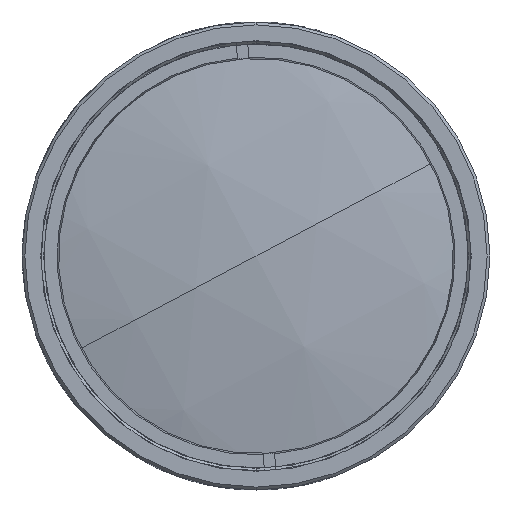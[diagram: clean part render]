
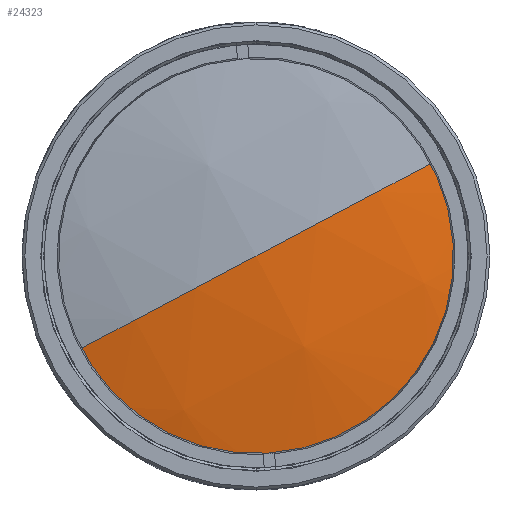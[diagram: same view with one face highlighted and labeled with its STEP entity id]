
A CAD part, left-side view. The second image highlights one B-rep face of the part: STEP entity #24323.
In plain terms, the highlighted spherical face has radius 102.322 mm.
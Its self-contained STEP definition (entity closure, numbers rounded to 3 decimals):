
#815 = DIRECTION ( 'NONE',  ( 0., 0., 1. ) ) ;
#1744 = DIRECTION ( 'NONE',  ( -1., 0., 0. ) ) ;
#1914 = EDGE_LOOP ( 'NONE', ( #3480, #15307, #12064, #14960 ) ) ;
#2057 = CARTESIAN_POINT ( 'NONE',  ( 47752.362, 209.792, 0. ) ) ;
#3055 = DIRECTION ( 'NONE',  ( 0., 1., 0. ) ) ;
#3480 = ORIENTED_EDGE ( 'NONE', *, *, #22852, .T. ) ;
#4265 = CIRCLE ( 'NONE', #11635, 21.373 ) ;
#4332 = AXIS2_PLACEMENT_3D ( 'NONE', #28388, #22102, #3055 ) ;
#5139 = CARTESIAN_POINT ( 'NONE',  ( 47752.362, 209.792, 0. ) ) ;
#5266 = DIRECTION ( 'NONE',  ( 1., 0., 0. ) ) ;
#5727 = VERTEX_POINT ( 'NONE', #25590 ) ;
#7455 = EDGE_CURVE ( 'NONE', #5727, #31344, #34089, .T. ) ;
#8307 = DIRECTION ( 'NONE',  ( 0., 1., 0. ) ) ;
#11367 = CIRCLE ( 'NONE', #21640, 21.373 ) ;
#11635 = AXIS2_PLACEMENT_3D ( 'NONE', #20798, #1744, #24010 ) ;
#12064 = ORIENTED_EDGE ( 'NONE', *, *, #26394, .T. ) ;
#12327 = SPHERICAL_SURFACE ( 'NONE', #4332, 102.322 ) ;
#14792 = CIRCLE ( 'NONE', #27577, 102.322 ) ;
#14960 = ORIENTED_EDGE ( 'NONE', *, *, #7455, .F. ) ;
#15034 = CARTESIAN_POINT ( 'NONE',  ( 47652.297, 188.419, 0. ) ) ;
#15307 = ORIENTED_EDGE ( 'NONE', *, *, #32819, .T. ) ;
#16993 = VERTEX_POINT ( 'NONE', #15034 ) ;
#19876 = DIRECTION ( 'NONE',  ( -1., 0., 0. ) ) ;
#20798 = CARTESIAN_POINT ( 'NONE',  ( 47652.297, 209.792, 0. ) ) ;
#21640 = AXIS2_PLACEMENT_3D ( 'NONE', #39004, #19876, #815 ) ;
#22102 = DIRECTION ( 'NONE',  ( 0., 0., -1. ) ) ;
#22513 = CARTESIAN_POINT ( 'NONE',  ( 47650.04, 209.792, 0. ) ) ;
#22852 = EDGE_CURVE ( 'NONE', #5727, #22891, #11367, .T. ) ;
#22891 = VERTEX_POINT ( 'NONE', #23217 ) ;
#23217 = CARTESIAN_POINT ( 'NONE',  ( 47652.297, 209.792, -21.373 ) ) ;
#24010 = DIRECTION ( 'NONE',  ( 0., 0., 1. ) ) ;
#24323 = ADVANCED_FACE ( 'NONE', ( #39789 ), #12327, .T. ) ;
#24333 = DIRECTION ( 'NONE',  ( 0., 0., 1. ) ) ;
#25590 = CARTESIAN_POINT ( 'NONE',  ( 47652.297, 231.165, 0. ) ) ;
#26394 = EDGE_CURVE ( 'NONE', #16993, #31344, #14792, .T. ) ;
#27417 = DIRECTION ( 'NONE',  ( 0., 0., -1. ) ) ;
#27577 = AXIS2_PLACEMENT_3D ( 'NONE', #5139, #27417, #8307 ) ;
#28388 = CARTESIAN_POINT ( 'NONE',  ( 47752.362, 209.792, 0. ) ) ;
#31344 = VERTEX_POINT ( 'NONE', #22513 ) ;
#32819 = EDGE_CURVE ( 'NONE', #22891, #16993, #4265, .T. ) ;
#34089 = CIRCLE ( 'NONE', #38410, 102.322 ) ;
#38410 = AXIS2_PLACEMENT_3D ( 'NONE', #2057, #24333, #5266 ) ;
#39004 = CARTESIAN_POINT ( 'NONE',  ( 47652.297, 209.792, 0. ) ) ;
#39789 = FACE_OUTER_BOUND ( 'NONE', #1914, .T. ) ;
